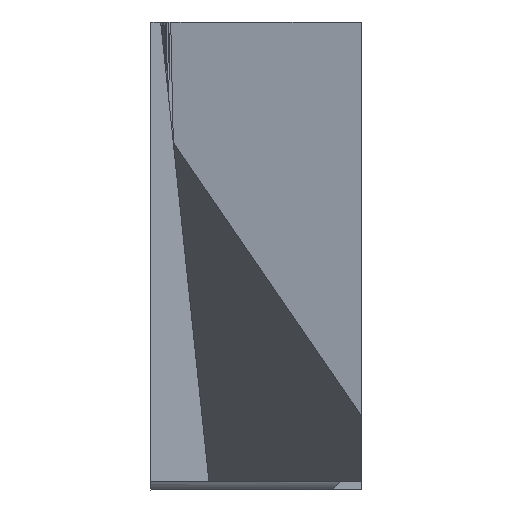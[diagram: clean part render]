
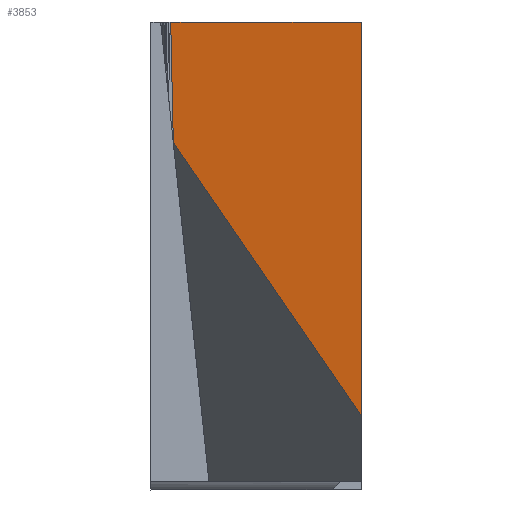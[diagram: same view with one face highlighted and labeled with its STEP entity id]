
A CAD part, front view. The second image highlights one B-rep face of the part: STEP entity #3853.
In plain terms, the highlighted planar face has unit normal (0.866, -0.5, 0).
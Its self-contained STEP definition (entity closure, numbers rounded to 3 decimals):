
#90=CARTESIAN_POINT('',(3.6,5.728,0.));
#91=DIRECTION('',(0.,0.,-1.));
#92=VECTOR('',#91,6.731);
#93=LINE('',#90,#92);
#94=CARTESIAN_POINT('',(3.6,5.728,0.));
#95=VERTEX_POINT('',#94);
#96=CARTESIAN_POINT('',(3.6,5.728,-6.731));
#97=VERTEX_POINT('',#96);
#98=EDGE_CURVE('',#95,#97,#93,.T.);
#565=CARTESIAN_POINT('',(0.387,0.162,-2.06));
#566=VERTEX_POINT('',#565);
#577=CARTESIAN_POINT('',(0.387,0.162,-2.06));
#578=DIRECTION('',(0.404,0.701,-0.588));
#579=VECTOR('',#578,7.945);
#580=LINE('',#577,#579);
#581=EDGE_CURVE('',#566,#97,#580,.T.);
#630=CARTESIAN_POINT('',(0.386,0.162,-2.059));
#631=DIRECTION('',(0.103,0.178,-0.979));
#632=VECTOR('',#631,0.002);
#633=LINE('',#630,#632);
#634=CARTESIAN_POINT('',(0.386,0.162,-2.059));
#635=VERTEX_POINT('',#634);
#636=EDGE_CURVE('',#635,#566,#633,.T.);
#886=CARTESIAN_POINT('',(0.343,0.086,0.));
#887=VERTEX_POINT('',#886);
#923=CARTESIAN_POINT('',(0.343,0.086,0.));
#924=DIRECTION('',(0.021,0.037,-0.999));
#925=VECTOR('',#924,2.061);
#926=LINE('',#923,#925);
#927=EDGE_CURVE('',#887,#635,#926,.T.);
#1416=CARTESIAN_POINT('',(0.343,0.086,0.));
#1417=DIRECTION('',(0.5,0.866,0.));
#1418=VECTOR('',#1417,1.055);
#1419=LINE('',#1416,#1418);
#1420=CARTESIAN_POINT('',(0.87,0.999,0.));
#1421=VERTEX_POINT('',#1420);
#1422=EDGE_CURVE('',#887,#1421,#1419,.T.);
#1565=CARTESIAN_POINT('',(0.87,1.,0.));
#1566=VERTEX_POINT('',#1565);
#1577=CARTESIAN_POINT('',(0.87,0.999,0.));
#1578=CARTESIAN_POINT('',(0.87,1.,0.));
#1579=CARTESIAN_POINT('',(0.87,1.,0.));
#1580=CARTESIAN_POINT('',(0.87,1.,0.));
#1581=(BOUNDED_CURVE()B_SPLINE_CURVE(3,(#1577,#1578,#1579,#1580),.UNSPECIFIED.,.F.,.F.)B_SPLINE_CURVE_WITH_KNOTS((4,4),(0.,1.),.UNSPECIFIED.)CURVE()GEOMETRIC_REPRESENTATION_ITEM()RATIONAL_B_SPLINE_CURVE((1.,1.,1.,1.))REPRESENTATION_ITEM('')
);
#1582=EDGE_CURVE('',#1421,#1566,#1581,.T.);
#3731=CARTESIAN_POINT('',(3.6,5.728,0.));
#3732=DIRECTION('',(-0.5,-0.866,0.));
#3733=VECTOR('',#3732,5.46);
#3734=LINE('',#3731,#3733);
#3735=EDGE_CURVE('',#95,#1566,#3734,.T.);
#3783=CARTESIAN_POINT('',(2.171,3.253,22.629));
#3784=DIRECTION('',(-0.866,0.5,0.));
#3785=DIRECTION('',(0.,0.,1.));
#3786=AXIS2_PLACEMENT_3D('',#3783,#3784,#3785);
#3787=PLANE('',#3786);
#3788=ORIENTED_EDGE('Edge 85',*,*,#98,.F.);
#3797=ORIENTED_EDGE('Edge 1728',*,*,#581,.T.);
#3806=ORIENTED_EDGE('Edge 1733',*,*,#636,.T.);
#3815=ORIENTED_EDGE('Edge 1738',*,*,#927,.T.);
#3824=ORIENTED_EDGE('Edge 1743',*,*,#1422,.F.);
#3833=ORIENTED_EDGE('Edge 1748',*,*,#1582,.F.);
#3842=ORIENTED_EDGE('Edge 385',*,*,#3735,.T.);
#3851=EDGE_LOOP('',(#3842,#3833,#3824,#3815,#3806,#3797,#3788));
#3852=FACE_OUTER_BOUND('Loop 1754',#3851,.T.);
#3853=ADVANCED_FACE('Face 1755',(#3852),#3787,.F.);
